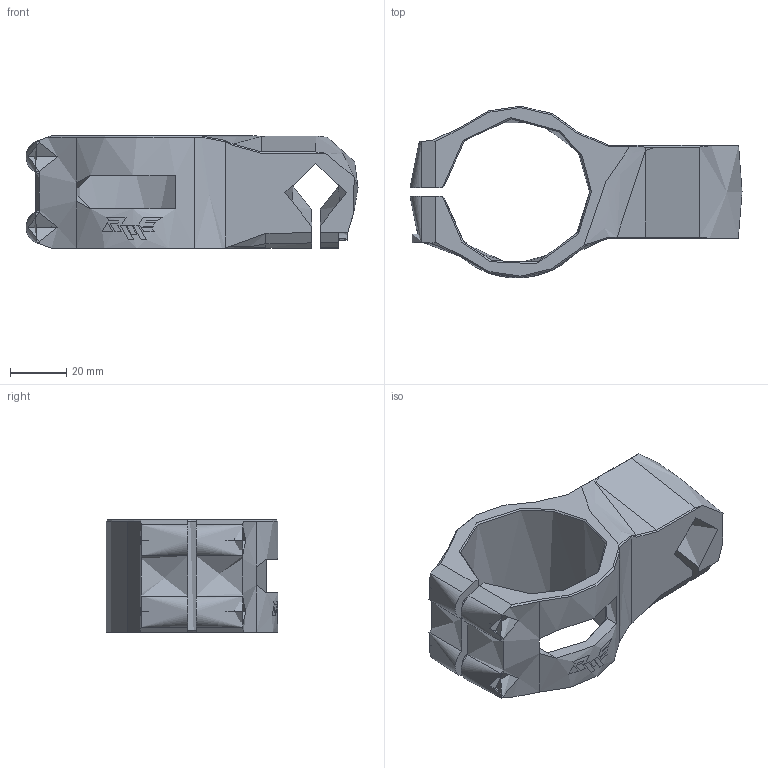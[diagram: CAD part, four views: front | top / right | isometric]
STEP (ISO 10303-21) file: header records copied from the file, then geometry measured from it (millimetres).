
FILE_DESCRIPTION(/* description */ (''),/* implementation_level */ '2;1');
FILE_NAME(/* name */ 'MA1CDA~1',/* time_stamp */ '2022-07-20T12:01:58+02:00',/* author */ (''),/* organization */ (''),/* preprocessor_version */ 'ST-DEVELOPER v16.5',/* originating_system */ '',/* authorisation */ '');
FILE_SCHEMA (('AUTOMOTIVE_DESIGN_CC2'));
Length unit declared in the file: millimetre
Products named in the file (1): Document
Bounding box: 118 x 60.97 x 40 mm (x, y, z)
Volume: 76967.4 mm3; surface area: 26846.3 mm2
Topology: 1 solids, 1 shells, 148 faces, 439 edges, 297 vertices
Faces by surface type: bspline 148
Entity records: 15626 total; most frequent: CARTESIAN_POINT 10271, B_SPLINE_CURVE_WITH_KNOTS 1069, ORIENTED_EDGE 856, PCURVE 856, DEFINITIONAL_REPRESENTATION 856, SURFACE_CURVE 428, EDGE_CURVE 428, VERTEX_POINT 287
